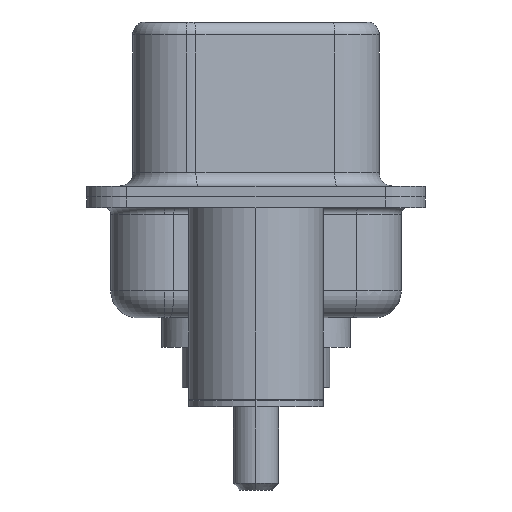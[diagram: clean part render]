
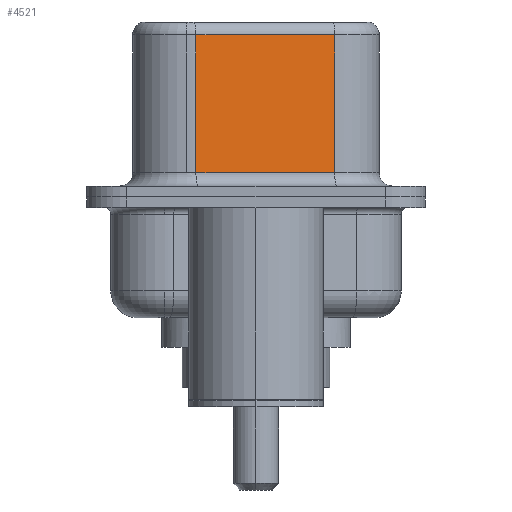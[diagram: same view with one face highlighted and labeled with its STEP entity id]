
A CAD part, left-side view. The second image highlights one B-rep face of the part: STEP entity #4521.
In plain terms, the highlighted planar face has unit normal (-0.985, -0.174, 0).
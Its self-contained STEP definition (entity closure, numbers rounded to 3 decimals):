
#1181 = VECTOR ( 'NONE', #17533, 1000. ) ;
#1875 = ORIENTED_EDGE ( 'NONE', *, *, #6924, .T. ) ;
#2256 = CARTESIAN_POINT ( 'NONE',  ( 4.565, -2.927, 0.9 ) ) ;
#3865 = CARTESIAN_POINT ( 'NONE',  ( 4.565, -2.927, 6.02 ) ) ;
#4471 = VERTEX_POINT ( 'NONE', #10995 ) ;
#4521 = ADVANCED_FACE ( 'NONE', ( #14193 ), #19349, .F. ) ;
#5055 = VECTOR ( 'NONE', #14387, 1000. ) ;
#5134 = VERTEX_POINT ( 'NONE', #12268 ) ;
#5387 = CARTESIAN_POINT ( 'NONE',  ( 4.565, -2.927, 6.52 ) ) ;
#6484 = AXIS2_PLACEMENT_3D ( 'NONE', #5387, #13187, #12190 ) ;
#6924 = EDGE_CURVE ( 'NONE', #4471, #5134, #9981, .T. ) ;
#7472 = VECTOR ( 'NONE', #15504, 1000. ) ;
#7669 = LINE ( 'NONE', #3865, #8163 ) ;
#8163 = VECTOR ( 'NONE', #13130, 1000. ) ;
#8312 = VERTEX_POINT ( 'NONE', #8766 ) ;
#8462 = EDGE_CURVE ( 'NONE', #8312, #17441, #14740, .T. ) ;
#8766 = CARTESIAN_POINT ( 'NONE',  ( 4.565, -2.927, 6.02 ) ) ;
#9287 = LINE ( 'NONE', #14478, #1181 ) ;
#9876 = EDGE_CURVE ( 'NONE', #8312, #4471, #7669, .T. ) ;
#9981 = LINE ( 'NONE', #11324, #5055 ) ;
#10995 = CARTESIAN_POINT ( 'NONE',  ( 3.655, 2.233, 6.02 ) ) ;
#11324 = CARTESIAN_POINT ( 'NONE',  ( 3.655, 2.233, 6.52 ) ) ;
#12190 = DIRECTION ( 'NONE',  ( -0.174, 0.985, 0. ) ) ;
#12268 = CARTESIAN_POINT ( 'NONE',  ( 3.655, 2.233, 0.9 ) ) ;
#13130 = DIRECTION ( 'NONE',  ( -0.174, 0.985, 0. ) ) ;
#13147 = EDGE_CURVE ( 'NONE', #5134, #17441, #9287, .T. ) ;
#13187 = DIRECTION ( 'NONE',  ( 0.985, 0.174, 0. ) ) ;
#14193 = FACE_OUTER_BOUND ( 'NONE', #16040, .T. ) ;
#14387 = DIRECTION ( 'NONE',  ( 0., 0., -1. ) ) ;
#14478 = CARTESIAN_POINT ( 'NONE',  ( 4.565, -2.927, 0.9 ) ) ;
#14740 = LINE ( 'NONE', #18448, #7472 ) ;
#15504 = DIRECTION ( 'NONE',  ( 0., 0., -1. ) ) ;
#16040 = EDGE_LOOP ( 'NONE', ( #16654, #17138, #1875, #18779 ) ) ;
#16654 = ORIENTED_EDGE ( 'NONE', *, *, #8462, .F. ) ;
#17138 = ORIENTED_EDGE ( 'NONE', *, *, #9876, .T. ) ;
#17441 = VERTEX_POINT ( 'NONE', #2256 ) ;
#17533 = DIRECTION ( 'NONE',  ( 0.174, -0.985, 0. ) ) ;
#18448 = CARTESIAN_POINT ( 'NONE',  ( 4.565, -2.927, 6.52 ) ) ;
#18779 = ORIENTED_EDGE ( 'NONE', *, *, #13147, .T. ) ;
#19349 = PLANE ( 'NONE',  #6484 ) ;
